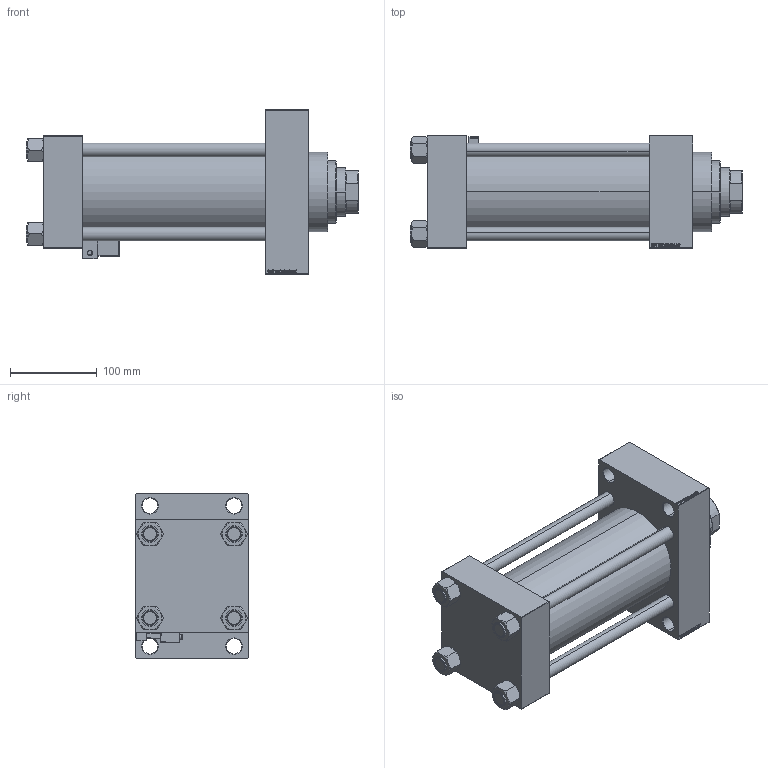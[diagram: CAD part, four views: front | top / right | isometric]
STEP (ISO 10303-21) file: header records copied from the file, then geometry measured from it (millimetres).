
FILE_DESCRIPTION (( 'STEP AP203' ), '1' );
FILE_NAME ('c16f.STEP', '2024-02-06T13:16:10', ( '' ), ( '' ), 'SwSTEP 2.0', 'SolidWorks 2019', '' );
FILE_SCHEMA (( 'CONFIG_CONTROL_DESIGN' ));
Length unit declared in the file: millimetre
Products named in the file (7): V215CR_MSU fce04a1f001b529d35c3a02ca58c7a70; V215CR_VCP_D fce04a1f001b529d35c3a02ca58c7a70; V215CR_D_TYCINKA fce04a1f001b529d35c3a02ca58c7a70; c16f; NUT_M5_D fce04a1f001b529d35c3a02ca58c7a70; V215CR_D_Body fce04a1f001b529d35c3a02ca58c7a70; V215_VC_A fce04a1f001b529d35c3a02ca58c7a70
Assembly tree (12 placements, depth 2):
  c16f
    V215CR_D_Body fce04a1f001b529d35c3a02ca58c7a70
    V215CR_VCP_D fce04a1f001b529d35c3a02ca58c7a70
    NUT_M5_D fce04a1f001b529d35c3a02ca58c7a70  x4
    V215CR_D_TYCINKA fce04a1f001b529d35c3a02ca58c7a70  x4
    V215_VC_A fce04a1f001b529d35c3a02ca58c7a70
    V215CR_MSU fce04a1f001b529d35c3a02ca58c7a70
Bounding box: 383 x 130 x 190 mm (x, y, z)
Volume: 3258397.8 mm3; surface area: 509488.2 mm2
Topology: 12 solids, 12 shells, 1229 faces, 3091 edges, 1989 vertices
Faces by surface type: plane 574, bspline 368, cone 142, cylinder 119, torus 14, sphere 12
Entity records: 49944 total; most frequent: CARTESIAN_POINT 25567, ORIENTED_EDGE 5422, DIRECTION 3665, EDGE_CURVE 2711, VERTEX_POINT 1767, LINE 1627, VECTOR 1627, EDGE_LOOP 1208
